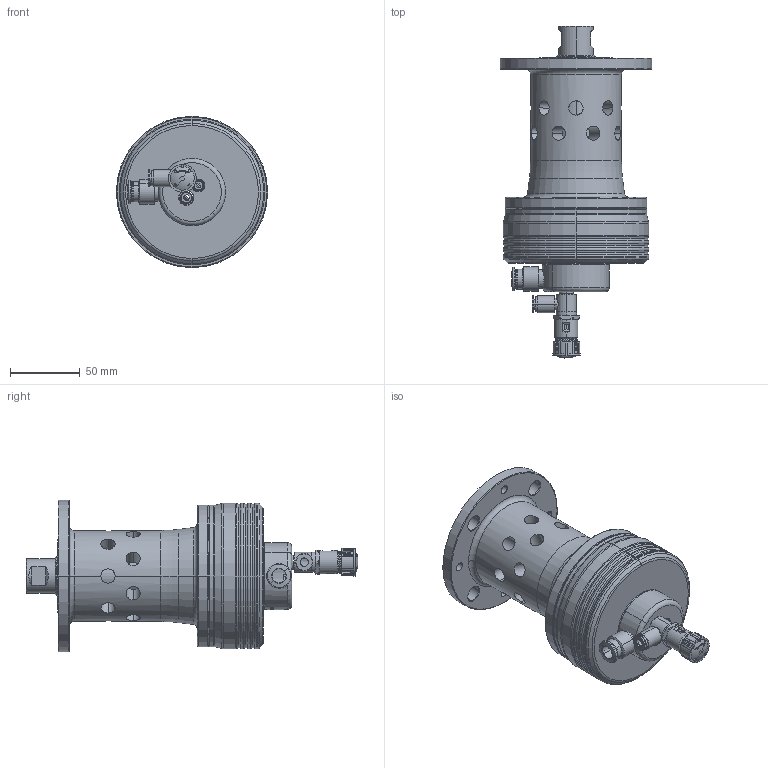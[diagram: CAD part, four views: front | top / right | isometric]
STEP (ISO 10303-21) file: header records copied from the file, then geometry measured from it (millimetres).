
FILE_DESCRIPTION (( 'STEP AP214' ), '1' );
FILE_NAME ('eco-Seal 0450 INOX.STEP', '2021-04-27T12:58:19', ( '' ), ( '' ), 'SwSTEP 2.0', 'SolidWorks 2020', '' );
FILE_SCHEMA (( 'AUTOMOTIVE_DESIGN' ));
Length unit declared in the file: millimetre
Products named in the file (1): eco-Seal 0450 INOX
Bounding box: 108 x 237.22 x 108 mm (x, y, z)
Surface area: 97806.5 mm2 (no closed solid volume)
Topology: 0 solids, 27 shells, 523 faces, 1725 edges, 1174 vertices
Faces by surface type: cylinder 168, plane 163, torus 102, cone 78, bspline 10, sphere 2
Entity records: 31266 total; most frequent: CARTESIAN_POINT 10677, DIRECTION 3143, ORIENTED_EDGE 2857, EDGE_CURVE 1719, AXIS2_PLACEMENT_3D 1234, VERTEX_POINT 1174, CIRCLE 720, VECTOR 675
